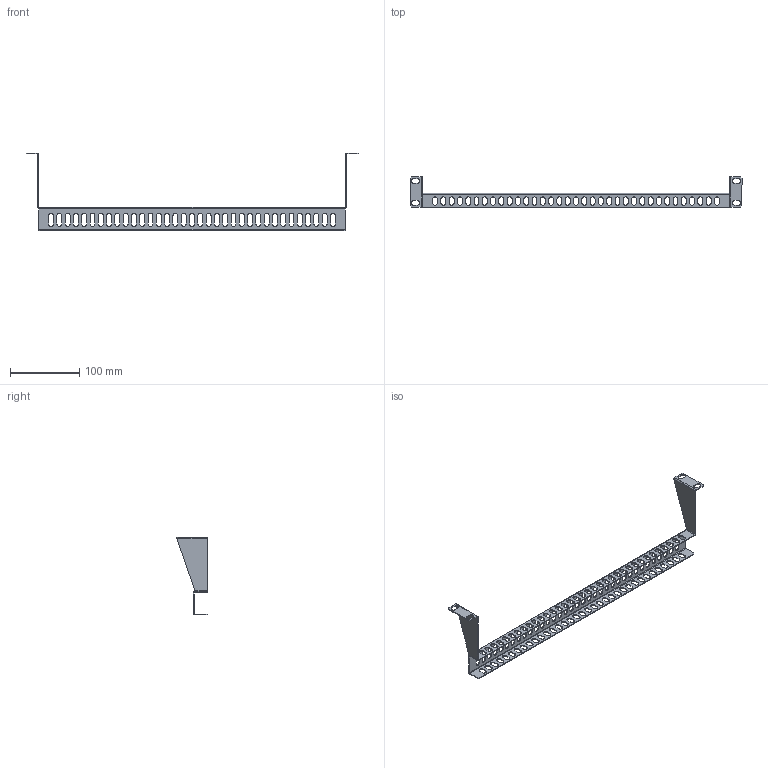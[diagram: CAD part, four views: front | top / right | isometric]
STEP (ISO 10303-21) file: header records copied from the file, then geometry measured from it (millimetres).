
FILE_DESCRIPTION (( 'STEP AP203' ), '1' );
FILE_NAME ('Êàáåëüíûé îðãàíèçàòîð, 19, çàäíèé.STEP', '2024-03-29T13:04:45', ( '' ), ( '' ), 'SwSTEP 2.0', 'SolidWorks 2022', '' );
FILE_SCHEMA (( 'CONFIG_CONTROL_DESIGN' ));
Length unit declared in the file: millimetre
Products named in the file (1): Кабельный организатор, 19, задний
Bounding box: 480.47 x 44 x 112.67 mm (x, y, z)
Volume: 33323.2 mm3; surface area: 62070.3 mm2
Topology: 1 solids, 1 shells, 535 faces, 1551 edges, 1018 vertices
Faces by surface type: cylinder 269, plane 266
Entity records: 18232 total; most frequent: DIRECTION 3161, CARTESIAN_POINT 3105, ORIENTED_EDGE 3102, EDGE_CURVE 1551, AXIS2_PLACEMENT_3D 1074, VERTEX_POINT 1018, LINE 1013, VECTOR 1013
